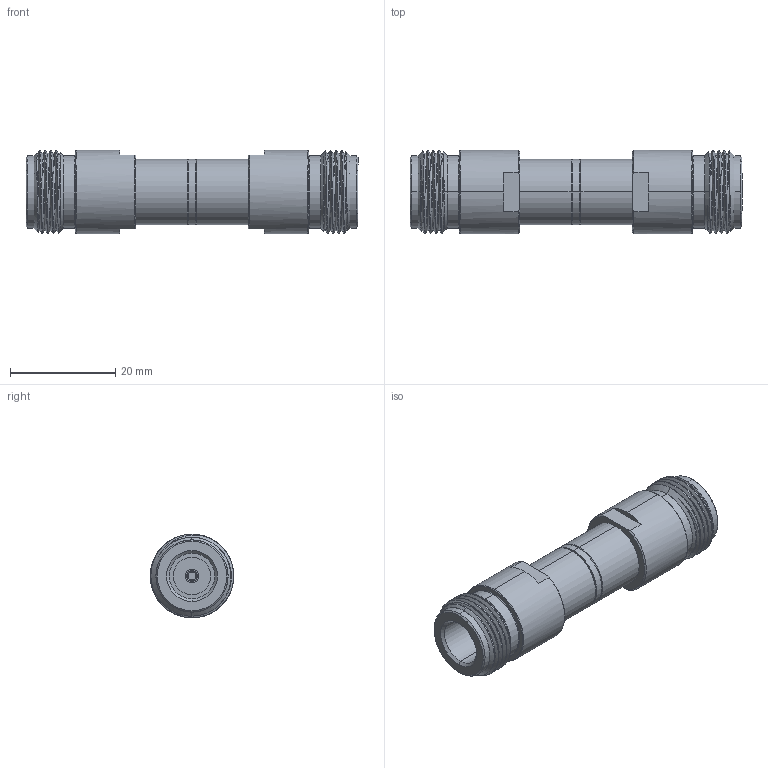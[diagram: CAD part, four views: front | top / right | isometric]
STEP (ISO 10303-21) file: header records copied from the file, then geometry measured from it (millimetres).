
FILE_DESCRIPTION (( 'STEP AP214' ), '1' );
FILE_NAME ('FMMP1105_3D.step', '2023-03-30T16:09:13', ( '' ), ( '' ), 'SwSTEP 2.0', 'SolidWorks 2022', '' );
FILE_SCHEMA (( 'AUTOMOTIVE_DESIGN' ));
Length unit declared in the file: inch
Products named in the file (1): FMMP1105_3D
Bounding box: 63.1 x 15.88 x 15.88 mm (x, y, z)
Volume: 8985.1 mm3; surface area: 4437.4 mm2
Topology: 1 solids, 1 shells, 168 faces, 420 edges, 270 vertices
Faces by surface type: cylinder 70, plane 50, cone 38, bspline 6, torus 4
Entity records: 7564 total; most frequent: CARTESIAN_POINT 3765, ORIENTED_EDGE 840, DIRECTION 728, EDGE_CURVE 420, AXIS2_PLACEMENT_3D 297, VERTEX_POINT 270, EDGE_LOOP 184, FACE_OUTER_BOUND 168
